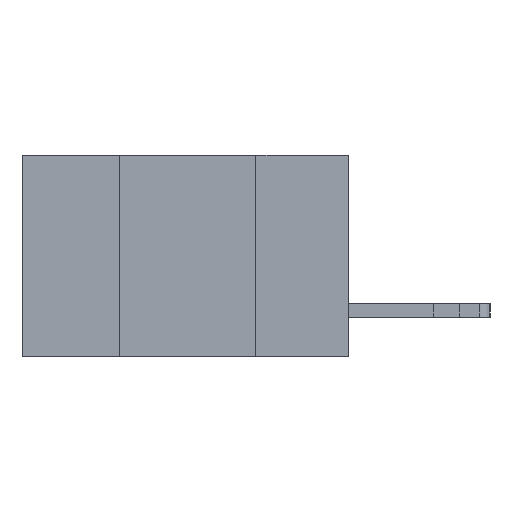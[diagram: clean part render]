
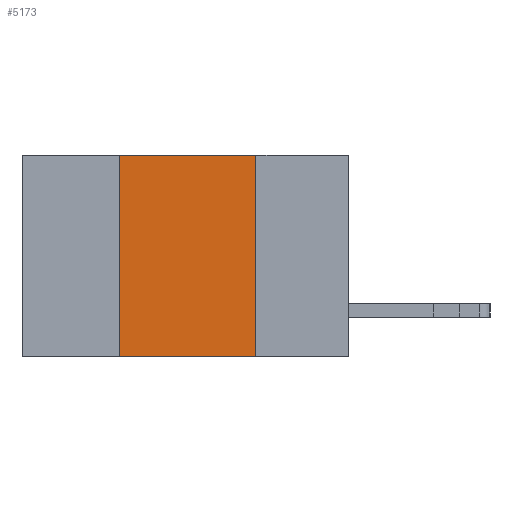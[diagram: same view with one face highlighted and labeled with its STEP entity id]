
A CAD part, left-side view. The second image highlights one B-rep face of the part: STEP entity #5173.
In plain terms, the highlighted planar face has unit normal (-1, 0, 0).
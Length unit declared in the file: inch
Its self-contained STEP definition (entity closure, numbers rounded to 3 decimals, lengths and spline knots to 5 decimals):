
#66 = VERTEX_POINT ( 'NONE', #2640 ) ;
#909 = ORIENTED_EDGE ( 'NONE', *, *, #2530, .T. ) ;
#1111 = CARTESIAN_POINT ( 'NONE',  ( 0., 0.42, -0.37 ) ) ;
#1869 = DIRECTION ( 'NONE',  ( 0., 0., -1. ) ) ;
#2151 = DIRECTION ( 'NONE',  ( 0., 0., 1. ) ) ;
#2530 = EDGE_CURVE ( 'NONE', #16324, #19746, #18263, .T. ) ;
#2640 = CARTESIAN_POINT ( 'NONE',  ( 0., 0.42, 0. ) ) ;
#2645 = ORIENTED_EDGE ( 'NONE', *, *, #8973, .F. ) ;
#5173 = ADVANCED_FACE ( 'NONE', ( #17945 ), #7280, .F. ) ;
#5452 = CARTESIAN_POINT ( 'NONE',  ( 0., 0.6, 0. ) ) ;
#5884 = LINE ( 'NONE', #23255, #11252 ) ;
#6891 = DIRECTION ( 'NONE',  ( 0., -1., 0. ) ) ;
#7068 = EDGE_CURVE ( 'NONE', #66, #13725, #19284, .T. ) ;
#7189 = CARTESIAN_POINT ( 'NONE',  ( 0., 0.6, -0.37 ) ) ;
#7280 = PLANE ( 'NONE',  #12164 ) ;
#7355 = DIRECTION ( 'NONE',  ( 1., 0., 0. ) ) ;
#7982 = CARTESIAN_POINT ( 'NONE',  ( 0., 0.17, 0. ) ) ;
#8973 = EDGE_CURVE ( 'NONE', #13725, #19746, #5884, .T. ) ;
#10865 = EDGE_CURVE ( 'NONE', #16324, #66, #20993, .T. ) ;
#10877 = VECTOR ( 'NONE', #2151, 39.37008 ) ;
#11252 = VECTOR ( 'NONE', #1869, 39.37008 ) ;
#12077 = ORIENTED_EDGE ( 'NONE', *, *, #10865, .F. ) ;
#12164 = AXIS2_PLACEMENT_3D ( 'NONE', #16293, #7355, #19933 ) ;
#12584 = DIRECTION ( 'NONE',  ( 0., -1., 0. ) ) ;
#12847 = CARTESIAN_POINT ( 'NONE',  ( 0., 0.42, 0. ) ) ;
#13725 = VERTEX_POINT ( 'NONE', #7982 ) ;
#13970 = ORIENTED_EDGE ( 'NONE', *, *, #7068, .F. ) ;
#14432 = VECTOR ( 'NONE', #12584, 39.37008 ) ;
#16293 = CARTESIAN_POINT ( 'NONE',  ( 0., 0.6, 0. ) ) ;
#16324 = VERTEX_POINT ( 'NONE', #1111 ) ;
#17704 = VECTOR ( 'NONE', #6891, 39.37008 ) ;
#17945 = FACE_OUTER_BOUND ( 'NONE', #18276, .T. ) ;
#18263 = LINE ( 'NONE', #7189, #17704 ) ;
#18276 = EDGE_LOOP ( 'NONE', ( #2645, #13970, #12077, #909 ) ) ;
#18782 = CARTESIAN_POINT ( 'NONE',  ( 0., 0.17, -0.37 ) ) ;
#19284 = LINE ( 'NONE', #5452, #14432 ) ;
#19746 = VERTEX_POINT ( 'NONE', #18782 ) ;
#19933 = DIRECTION ( 'NONE',  ( 0., 0., -1. ) ) ;
#20993 = LINE ( 'NONE', #12847, #10877 ) ;
#23255 = CARTESIAN_POINT ( 'NONE',  ( 0., 0.17, 0. ) ) ;
